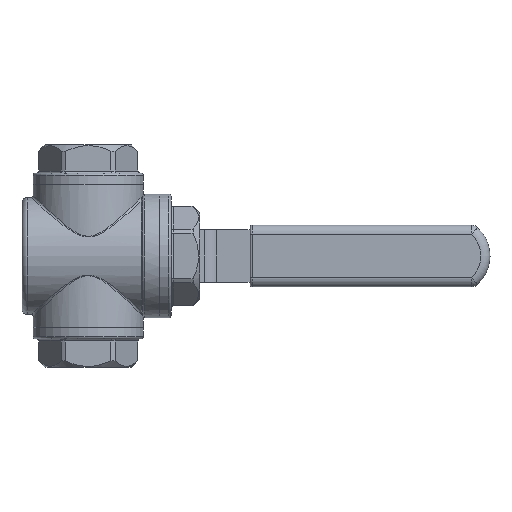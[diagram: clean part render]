
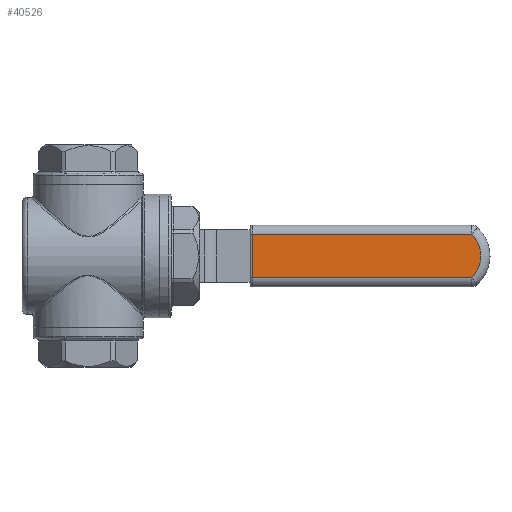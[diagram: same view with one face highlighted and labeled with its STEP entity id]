
A CAD part, front view. The second image highlights one B-rep face of the part: STEP entity #40526.
In plain terms, the highlighted planar face has unit normal (0, -1, 0).
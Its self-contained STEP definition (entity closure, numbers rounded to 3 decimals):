
#7477 = EDGE_CURVE ( 'NONE', #36812, #36809, #10601, .T. ) ;
#7489 = EDGE_CURVE ( 'NONE', #36809, #36819, #10440, .T. ) ;
#7490 = EDGE_CURVE ( 'NONE', #36819, #36821, #10456, .T. ) ;
#7491 = EDGE_CURVE ( 'NONE', #36821, #36812, #10459, .T. ) ;
#10416 = CARTESIAN_POINT ( 'NONE',  ( 164.5, 77.6, 0. ) ) ;
#10417 = DIRECTION ( 'NONE',  ( 0., -1., 0. ) ) ;
#10418 = DIRECTION ( 'NONE',  ( -1., 0., 0. ) ) ;
#10440 = LINE ( 'NONE', #10447, #10639 ) ;
#10447 = CARTESIAN_POINT ( 'NONE',  ( 182., 77.6, 9.8 ) ) ;
#10455 = DIRECTION ( 'NONE',  ( -1., 0., 0. ) ) ;
#10456 = LINE ( 'NONE', #10457, #10641 ) ;
#10457 = CARTESIAN_POINT ( 'NONE',  ( 74.284, 77.6, 14. ) ) ;
#10458 = DIRECTION ( 'NONE',  ( 0., 0., -1. ) ) ;
#10459 = LINE ( 'NONE', #10460, #10642 ) ;
#10460 = CARTESIAN_POINT ( 'NONE',  ( 175., 77.6, -9.8 ) ) ;
#10461 = DIRECTION ( 'NONE',  ( 1., 0., 0. ) ) ;
#10601 = CIRCLE ( 'NONE', #10618, 13.3 ) ;
#10618 = AXIS2_PLACEMENT_3D ( 'NONE', #10416, #10417, #10418 ) ;
#10639 = VECTOR ( 'NONE', #10455, 1000. ) ;
#10641 = VECTOR ( 'NONE', #10458, 1000. ) ;
#10642 = VECTOR ( 'NONE', #10461, 1000. ) ;
#12386 = CARTESIAN_POINT ( 'NONE',  ( 173.492, 77.6, 9.8 ) ) ;
#12389 = CARTESIAN_POINT ( 'NONE',  ( 173.492, 77.6, -9.8 ) ) ;
#12396 = CARTESIAN_POINT ( 'NONE',  ( 74.284, 77.6, 9.8 ) ) ;
#12398 = CARTESIAN_POINT ( 'NONE',  ( 74.284, 77.6, -9.8 ) ) ;
#18994 = FACE_OUTER_BOUND ( 'NONE', #36771, .T. ) ;
#18995 = PLANE ( 'NONE',  #20566 ) ;
#19005 = CARTESIAN_POINT ( 'NONE',  ( 182., 77.6, 14. ) ) ;
#19006 = DIRECTION ( 'NONE',  ( 0., 1., 0. ) ) ;
#19007 = DIRECTION ( 'NONE',  ( -1., 0., 0. ) ) ;
#20566 = AXIS2_PLACEMENT_3D ( 'NONE', #19005, #19006, #19007 ) ;
#36771 = EDGE_LOOP ( 'NONE', ( #36950, #36951, #36952, #36953 ) ) ;
#36809 = VERTEX_POINT ( 'NONE', #12386 ) ;
#36812 = VERTEX_POINT ( 'NONE', #12389 ) ;
#36819 = VERTEX_POINT ( 'NONE', #12396 ) ;
#36821 = VERTEX_POINT ( 'NONE', #12398 ) ;
#36950 = ORIENTED_EDGE ( 'NONE', *, *, #7489, .T. ) ;
#36951 = ORIENTED_EDGE ( 'NONE', *, *, #7490, .T. ) ;
#36952 = ORIENTED_EDGE ( 'NONE', *, *, #7491, .T. ) ;
#36953 = ORIENTED_EDGE ( 'NONE', *, *, #7477, .T. ) ;
#40526 = ADVANCED_FACE ( 'NONE', ( #18994 ), #18995, .F. ) ;
